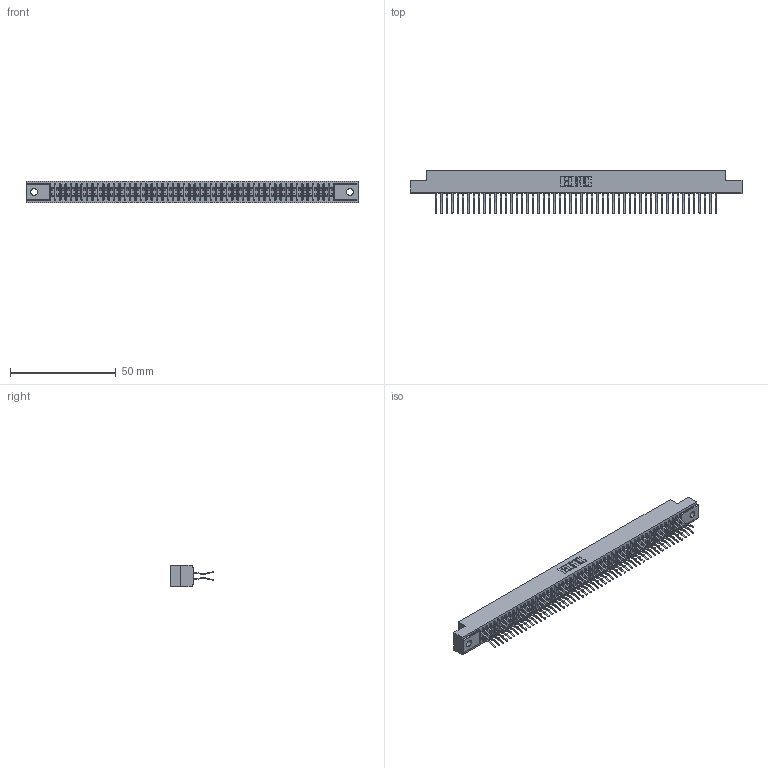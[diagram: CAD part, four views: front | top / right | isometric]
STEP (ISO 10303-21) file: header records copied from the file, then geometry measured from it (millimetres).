
FILE_DESCRIPTION (( 'STEP AP203' ), '1' );
FILE_NAME ('391-106-560-202.STEP', '2018-08-09T21:00:48', ( '' ), ( '' ), 'SwSTEP 2.0', 'SolidWorks 2016', '' );
FILE_SCHEMA (( 'CONFIG_CONTROL_DESIGN' ));
Length unit declared in the file: inch
Products named in the file (3): 341-292-001_341-292-160; 391-106-560-202; 341 Part_.128 (3.25) Dia Mounting Holes
Assembly tree (107 placements, depth 2):
  391-106-560-202
    341 Part_.128 (3.25) Dia Mounting Holes
    341-292-001_341-292-160  x106
Bounding box: 156.84 x 20.37 x 10.16 mm (x, y, z)
Volume: 11657 mm3; surface area: 21573.8 mm2
Topology: 107 solids, 107 shells, 7536 faces, 21887 edges, 14198 vertices
Faces by surface type: plane 4308, cylinder 3016, sphere 108, torus 104
Entity records: 62818 total; most frequent: CARTESIAN_POINT 10443, ORIENTED_EDGE 10378, DIRECTION 10131, EDGE_CURVE 5189, VECTOR 4199, LINE 4199, VERTEX_POINT 3278, AXIS2_PLACEMENT_3D 2966
